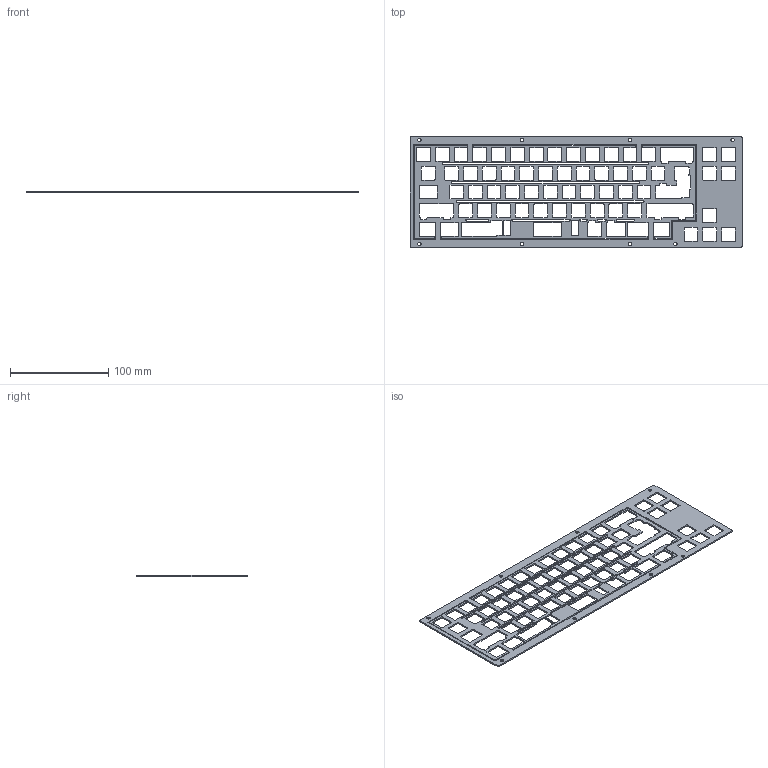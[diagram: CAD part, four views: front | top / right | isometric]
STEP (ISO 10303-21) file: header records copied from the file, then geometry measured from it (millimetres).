
FILE_DESCRIPTION(/* description */ ('STEP AP242','CAx-IF Rec.Pracs.---Representation and Presentation of Product Manufacturing Information (PMI)---4.0---2014-10-13','CAx-IF Rec.Pracs.---3D Tessellated Geometry---0.4---2014-09-14','2;1'),/* implementation_level */ '2;1');
FILE_NAME(/* name */ '623bbe6f60de9a43e1091ba3',/* time_stamp */ '2022-03-24T00:42:25+00:00',/* author */ (''),/* organization */ (''),/* preprocessor_version */ 'ST-DEVELOPER v18.101',/* originating_system */ ' ',/* authorisation */ ' ');
FILE_SCHEMA (('AP242_MANAGED_MODEL_BASED_3D_ENGINEERING_MIM_LF { 1 0 10303 442 1 1 4 }'));
Length unit declared in the file: metre
Products named in the file (1): Plate
Bounding box: 337.09 x 113.25 x 1.5 mm (x, y, z)
Volume: 29581.1 mm3; surface area: 51672.5 mm2
Topology: 1 solids, 1 shells, 779 faces, 2331 edges, 1554 vertices
Faces by surface type: cylinder 398, plane 381
Full cylindrical faces by diameter (mm): 3.4 x8
Entity records: 26803 total; most frequent: DIRECTION 4679, CARTESIAN_POINT 4657, ORIENTED_EDGE 4646, EDGE_CURVE 2323, AXIS2_PLACEMENT_3D 1576, VERTEX_POINT 1554, LINE 1527, VECTOR 1527
